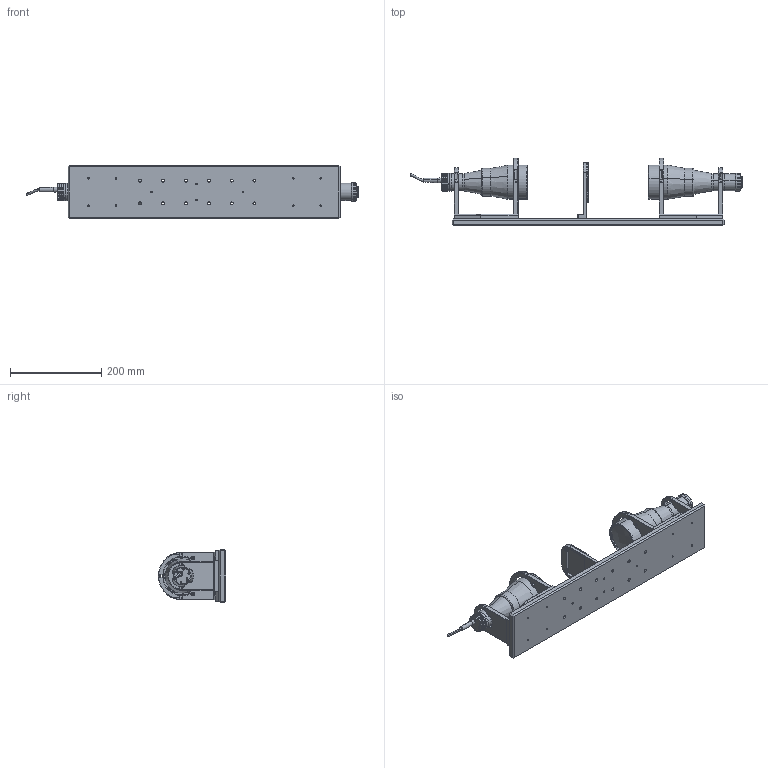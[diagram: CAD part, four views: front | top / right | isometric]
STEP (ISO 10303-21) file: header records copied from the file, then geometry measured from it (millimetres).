
FILE_DESCRIPTION (( 'STEP AP214' ), '1' );
FILE_NAME ('TCBENCH048.STEP', '2014-05-30T14:49:39', ( '' ), ( '' ), 'SwSTEP 2.0', 'SolidWorks 2013', '' );
FILE_SCHEMA (( 'AUTOMOTIVE_DESIGN' ));
Length unit declared in the file: millimetre
Products named in the file (1): TCBENCH048
Bounding box: 726.63 x 147.5 x 117 mm (x, y, z)
Surface area: 389490.2 mm2 (no closed solid volume)
Topology: 0 solids, 53 shells, 823 faces, 2437 edges, 1664 vertices
Faces by surface type: plane 353, cylinder 303, cone 139, bspline 28
Entity records: 41151 total; most frequent: CARTESIAN_POINT 9871, DIRECTION 4756, ORIENTED_EDGE 4163, EDGE_CURVE 2437, AXIS2_PLACEMENT_3D 1733, VERTEX_POINT 1664, LINE 1290, VECTOR 1290
